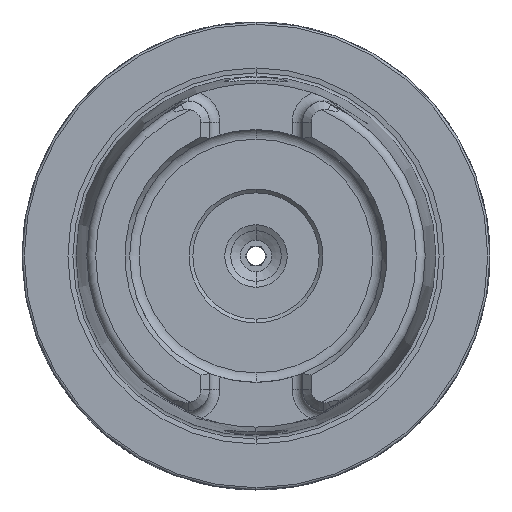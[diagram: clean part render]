
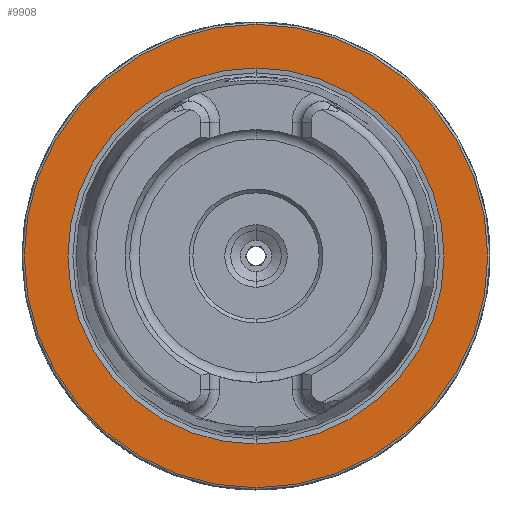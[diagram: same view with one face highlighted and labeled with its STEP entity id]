
A CAD part, left-side view. The second image highlights one B-rep face of the part: STEP entity #9908.
In plain terms, the highlighted planar face has unit normal (-1, 0, 0).
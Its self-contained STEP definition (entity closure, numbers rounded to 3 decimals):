
#65 = VERTEX_POINT ( 'NONE', #6186 ) ;
#967 = EDGE_CURVE ( 'NONE', #9226, #65, #9300, .T. ) ;
#968 = EDGE_CURVE ( 'NONE', #9228, #7689, #9301, .T. ) ;
#1926 = CIRCLE ( 'NONE', #7372, 25.319 ) ;
#1935 = CIRCLE ( 'NONE', #7375, 31.2 ) ;
#2023 = CARTESIAN_POINT ( 'NONE',  ( 0., 0., -25.319 ) ) ;
#4266 = CARTESIAN_POINT ( 'NONE',  ( 0., 0., -31.2 ) ) ;
#4268 = CARTESIAN_POINT ( 'NONE',  ( 0., 0., 25.319 ) ) ;
#4476 = ORIENTED_EDGE ( 'NONE', *, *, #968, .F. ) ;
#4477 = ORIENTED_EDGE ( 'NONE', *, *, #8189, .F. ) ;
#4478 = ORIENTED_EDGE ( 'NONE', *, *, #8193, .T. ) ;
#4479 = ORIENTED_EDGE ( 'NONE', *, *, #967, .T. ) ;
#5454 = CARTESIAN_POINT ( 'NONE',  ( 0., 0., 0. ) ) ;
#5455 = DIRECTION ( 'NONE',  ( -1., 0., 0. ) ) ;
#5456 = DIRECTION ( 'NONE',  ( 0., 0., 1. ) ) ;
#5465 = CARTESIAN_POINT ( 'NONE',  ( 0., 0., 0. ) ) ;
#5466 = DIRECTION ( 'NONE',  ( -1., 0., 0. ) ) ;
#5467 = DIRECTION ( 'NONE',  ( 0., 0., 1. ) ) ;
#5945 = FACE_OUTER_BOUND ( 'NONE', #9209, .T. ) ;
#5946 = FACE_BOUND ( 'NONE', #9216, .T. ) ;
#6186 = CARTESIAN_POINT ( 'NONE',  ( 0., 0., 31.2 ) ) ;
#6851 = CARTESIAN_POINT ( 'NONE',  ( 0., 31.2, 0. ) ) ;
#6854 = PLANE ( 'NONE',  #8744 ) ;
#6856 = DIRECTION ( 'NONE',  ( 1., 0., 0. ) ) ;
#6857 = DIRECTION ( 'NONE',  ( 0., 0., -1. ) ) ;
#7372 = AXIS2_PLACEMENT_3D ( 'NONE', #5454, #5455, #5456 ) ;
#7375 = AXIS2_PLACEMENT_3D ( 'NONE', #5465, #5466, #5467 ) ;
#7602 = CARTESIAN_POINT ( 'NONE',  ( 0., 0., 0. ) ) ;
#7603 = DIRECTION ( 'NONE',  ( -1., 0., 0. ) ) ;
#7605 = DIRECTION ( 'NONE',  ( 0., 0., 1. ) ) ;
#7609 = CARTESIAN_POINT ( 'NONE',  ( 0., 0., 0. ) ) ;
#7611 = DIRECTION ( 'NONE',  ( -1., 0., 0. ) ) ;
#7613 = DIRECTION ( 'NONE',  ( 0., 0., 1. ) ) ;
#7689 = VERTEX_POINT ( 'NONE', #2023 ) ;
#8189 = EDGE_CURVE ( 'NONE', #7689, #9228, #1926, .T. ) ;
#8193 = EDGE_CURVE ( 'NONE', #65, #9226, #1935, .T. ) ;
#8744 = AXIS2_PLACEMENT_3D ( 'NONE', #6851, #6856, #6857 ) ;
#9209 = EDGE_LOOP ( 'NONE', ( #4478, #4479 ) ) ;
#9216 = EDGE_LOOP ( 'NONE', ( #4476, #4477 ) ) ;
#9226 = VERTEX_POINT ( 'NONE', #4266 ) ;
#9228 = VERTEX_POINT ( 'NONE', #4268 ) ;
#9300 = CIRCLE ( 'NONE', #10287, 31.2 ) ;
#9301 = CIRCLE ( 'NONE', #10288, 25.319 ) ;
#9908 = ADVANCED_FACE ( 'NONE', ( #5946, #5945 ), #6854, .F. ) ;
#10287 = AXIS2_PLACEMENT_3D ( 'NONE', #7602, #7603, #7605 ) ;
#10288 = AXIS2_PLACEMENT_3D ( 'NONE', #7609, #7611, #7613 ) ;
